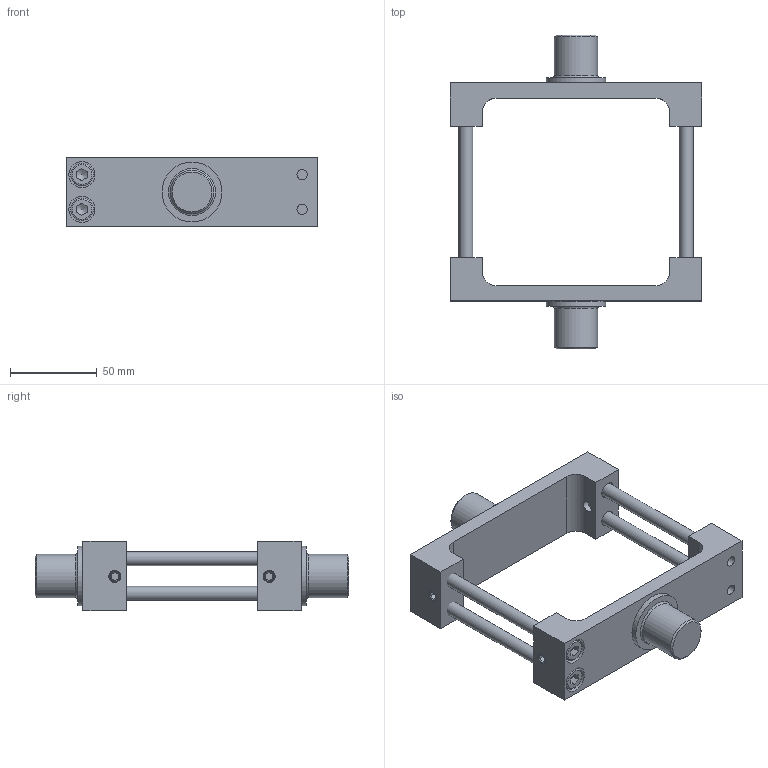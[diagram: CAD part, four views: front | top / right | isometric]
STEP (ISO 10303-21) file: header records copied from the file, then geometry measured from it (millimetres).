
FILE_DESCRIPTION(/* description */ (''),/* implementation_level */ '2;1');
FILE_NAME(/* name */ 'CAD_100350.stp',/* time_stamp */ '2018-03-26T08:57:16+02:00',/* author */ ('Hypex'),/* organization */ ('Hypex'),/* preprocessor_version */ 'ST-DEVELOPER v17',/* originating_system */ 'Autodesk Inventor 2018',/* authorisation */ '');
FILE_SCHEMA (('AUTOMOTIVE_DESIGN { 1 0 10303 214 3 1 1 }'));
Length unit declared in the file: millimetre
Products named in the file (1): CAD_100350
Bounding box: 145 x 181 x 40 mm (x, y, z)
Volume: 193864.6 mm3; surface area: 62576.2 mm2
Topology: 10 solids, 10 shells, 188 faces, 490 edges, 330 vertices
Faces by surface type: plane 120, cylinder 36, cone 22, torus 10
Full cylindrical faces by diameter (mm): 5.917 x4, 6.647 x4, 7 x4, 8 x4, 9.3 x4, 13 x4, 15 x4, 25 x2, 34.5 x2
Entity records: 5951 total; most frequent: CARTESIAN_POINT 1113, DIRECTION 1000, ORIENTED_EDGE 964, EDGE_CURVE 482, AXIS2_PLACEMENT_3D 361, VERTEX_POINT 330, LINE 278, VECTOR 278
